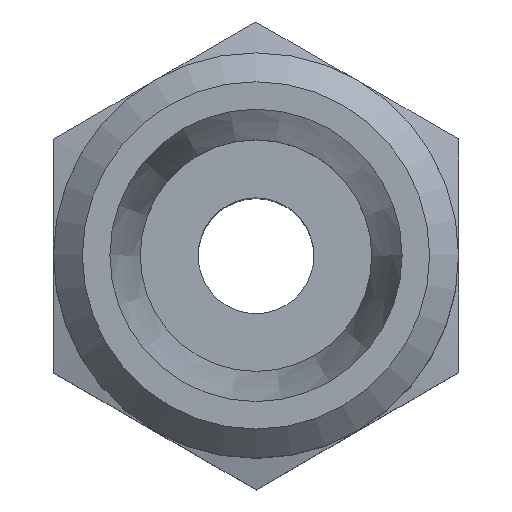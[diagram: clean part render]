
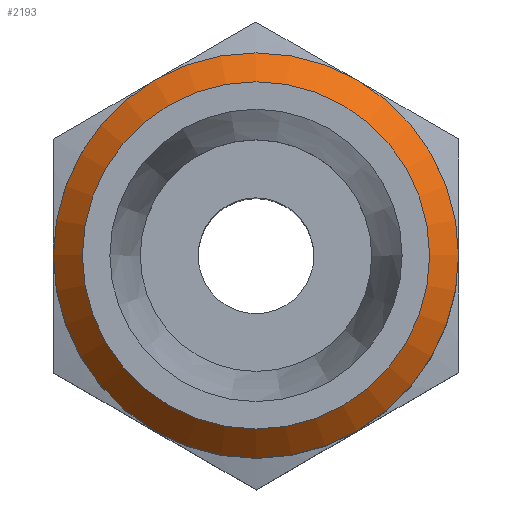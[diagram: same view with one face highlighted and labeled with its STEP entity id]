
A CAD part, top view. The second image highlights one B-rep face of the part: STEP entity #2193.
In plain terms, the highlighted conical face has half-angle 45 degrees and reference radius 6.5 mm.
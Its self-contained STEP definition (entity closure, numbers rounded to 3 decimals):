
#2159=CARTESIAN_POINT('',(1.563,11.346,22.5));
#2160=VERTEX_POINT('',#2159);
#2161=CARTESIAN_POINT('',(-5.437,11.346,22.5));
#2162=DIRECTION('',(0.0,0.0,1.0));
#2163=DIRECTION('',(-1.0,0.0,0.0));
#2164=AXIS2_PLACEMENT_3D('',#2161,#2162,#2163);
#2165=CIRCLE('',#2164,7.);
#2166=EDGE_CURVE('',#2160,#2160,#2165,.T.);
#2174=CARTESIAN_POINT('',(-5.437,11.346,23.0));
#2175=DIRECTION('',(0.0,0.0,-1.0));
#2176=DIRECTION('',(-1.0,0.0,0.0));
#2177=AXIS2_PLACEMENT_3D('',#2174,#2175,#2176);
#2178=CONICAL_SURFACE('',#2177,6.5,45.);
#2179=ORIENTED_EDGE('',*,*,#2166,.T.);
#2180=EDGE_LOOP('',(#2179));
#2181=FACE_OUTER_BOUND('',#2180,.T.);
#2182=CARTESIAN_POINT('',(0.563,11.346,23.5));
#2183=VERTEX_POINT('',#2182);
#2184=CARTESIAN_POINT('',(-5.437,11.346,23.5));
#2185=DIRECTION('',(0.0,0.0,-1.0));
#2186=DIRECTION('',(-1.0,0.0,0.0));
#2187=AXIS2_PLACEMENT_3D('',#2184,#2185,#2186);
#2188=CIRCLE('',#2187,6.);
#2189=EDGE_CURVE('',#2183,#2183,#2188,.T.);
#2190=ORIENTED_EDGE('',*,*,#2189,.T.);
#2191=EDGE_LOOP('',(#2190));
#2192=FACE_BOUND('',#2191,.T.);
#2193=ADVANCED_FACE('',(#2181,#2192),#2178,.T.);
